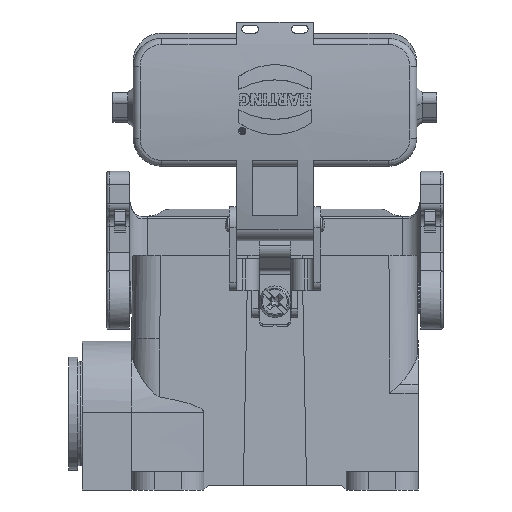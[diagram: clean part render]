
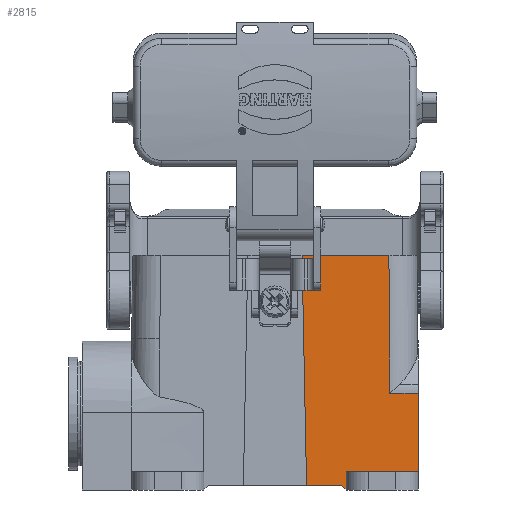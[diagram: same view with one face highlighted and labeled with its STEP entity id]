
A CAD part, front view. The second image highlights one B-rep face of the part: STEP entity #2815.
In plain terms, the highlighted planar face has unit normal (0, -1, 0.008).
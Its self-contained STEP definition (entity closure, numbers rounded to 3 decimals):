
#123=CARTESIAN_POINT('',(31.75,-15.31,-21.41));
#124=VERTEX_POINT('',#123);
#132=CARTESIAN_POINT('',(31.75,-15.445,-39.));
#133=VERTEX_POINT('',#132);
#134=CARTESIAN_POINT('',(31.75,-15.31,-21.41));
#135=DIRECTION('',(0.0,-0.008,-1.));
#136=VECTOR('',#135,17.59);
#137=LINE('',#134,#136);
#138=EDGE_CURVE('',#124,#133,#137,.T.);
#1889=CARTESIAN_POINT('',(15.75,-15.445,-39.0));
#1890=VERTEX_POINT('',#1889);
#1897=CARTESIAN_POINT('',(15.75,-15.475,-42.85));
#1898=VERTEX_POINT('',#1897);
#1899=CARTESIAN_POINT('',(15.75,-15.445,-39.0));
#1900=DIRECTION('',(0.0,-0.008,-1.));
#1901=VECTOR('',#1900,3.85);
#1902=LINE('',#1899,#1901);
#1903=EDGE_CURVE('',#1890,#1898,#1902,.T.);
#2630=CARTESIAN_POINT('',(6.,-15.075,9.15));
#2631=VERTEX_POINT('',#2630);
#2638=CARTESIAN_POINT('',(25.25,-15.075,9.15));
#2639=VERTEX_POINT('',#2638);
#2640=CARTESIAN_POINT('',(25.25,-15.075,9.15));
#2641=DIRECTION('',(-1.0,0.0,0.0));
#2642=VECTOR('',#2641,19.25);
#2643=LINE('',#2640,#2642);
#2644=EDGE_CURVE('',#2639,#2631,#2643,.T.);
#2763=CARTESIAN_POINT('',(32.0,-15.475,-42.85));
#2764=DIRECTION('',(0.0,-1.,0.008));
#2765=DIRECTION('',(0.0,-0.008,-1.));
#2766=AXIS2_PLACEMENT_3D('',#2763,#2764,#2765);
#2767=PLANE('',#2766);
#2768=ORIENTED_EDGE('',*,*,#138,.F.);
#2769=CARTESIAN_POINT('',(25.426,-15.31,-21.41));
#2770=VERTEX_POINT('',#2769);
#2771=CARTESIAN_POINT('',(31.75,-15.31,-21.41));
#2772=DIRECTION('',(-1.0,0.0,0.0));
#2773=VECTOR('',#2772,6.324);
#2774=LINE('',#2771,#2773);
#2775=EDGE_CURVE('',#124,#2770,#2774,.T.);
#2776=ORIENTED_EDGE('',*,*,#2775,.T.);
#2777=CARTESIAN_POINT('',(25.426,-15.31,-21.41));
#2778=DIRECTION('',(-0.006,0.008,1.));
#2779=VECTOR('',#2778,30.562);
#2780=LINE('',#2777,#2779);
#2781=EDGE_CURVE('',#2770,#2639,#2780,.T.);
#2782=ORIENTED_EDGE('',*,*,#2781,.T.);
#2783=ORIENTED_EDGE('',*,*,#2644,.T.);
#2784=CARTESIAN_POINT('',(7.,-15.467,-41.85));
#2785=VERTEX_POINT('',#2784);
#2786=CARTESIAN_POINT('',(7.,-15.467,-41.85));
#2787=DIRECTION('',(-0.02,0.008,1.));
#2788=VECTOR('',#2787,51.011);
#2789=LINE('',#2786,#2788);
#2790=EDGE_CURVE('',#2785,#2631,#2789,.T.);
#2791=ORIENTED_EDGE('',*,*,#2790,.F.);
#2792=CARTESIAN_POINT('',(14.75,-15.467,-41.85));
#2793=VERTEX_POINT('',#2792);
#2794=CARTESIAN_POINT('',(7.,-15.467,-41.85));
#2795=DIRECTION('',(1.0,0.0,0.0));
#2796=VECTOR('',#2795,7.75);
#2797=LINE('',#2794,#2796);
#2798=EDGE_CURVE('',#2785,#2793,#2797,.T.);
#2799=ORIENTED_EDGE('',*,*,#2798,.T.);
#2800=CARTESIAN_POINT('',(14.75,-15.467,-41.85));
#2801=DIRECTION('',(0.707,-0.005,-0.707));
#2802=VECTOR('',#2801,1.414);
#2803=LINE('',#2800,#2802);
#2804=EDGE_CURVE('',#2793,#1898,#2803,.T.);
#2805=ORIENTED_EDGE('',*,*,#2804,.T.);
#2806=ORIENTED_EDGE('',*,*,#1903,.F.);
#2807=CARTESIAN_POINT('',(15.75,-15.445,-39.0));
#2808=DIRECTION('',(1.0,0.0,0.0));
#2809=VECTOR('',#2808,16.);
#2810=LINE('',#2807,#2809);
#2811=EDGE_CURVE('',#1890,#133,#2810,.T.);
#2812=ORIENTED_EDGE('',*,*,#2811,.T.);
#2813=EDGE_LOOP('',(#2768,#2776,#2782,#2783,#2791,#2799,#2805,#2806,#2812));
#2814=FACE_OUTER_BOUND('',#2813,.T.);
#2815=ADVANCED_FACE('',(#2814),#2767,.T.);
